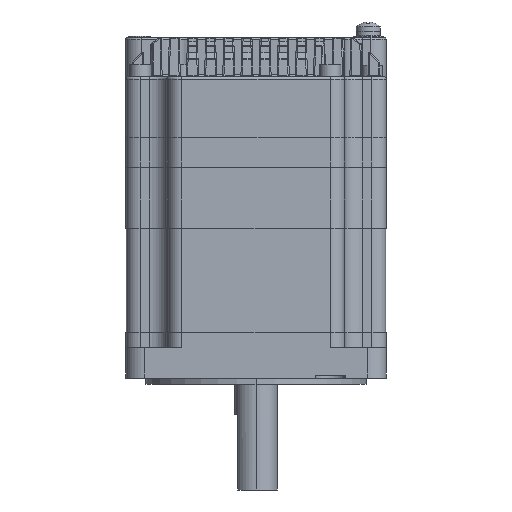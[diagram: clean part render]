
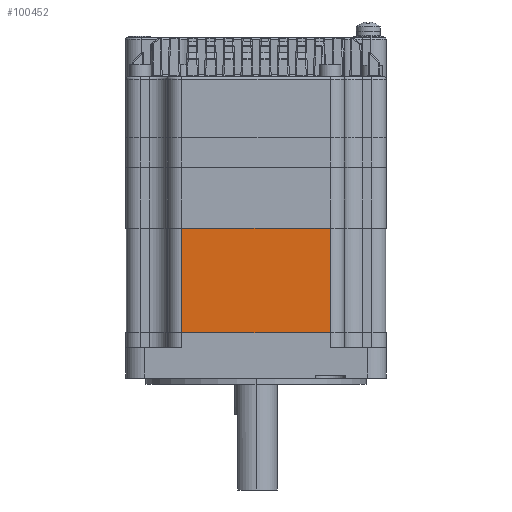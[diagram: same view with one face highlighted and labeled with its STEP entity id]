
A CAD part, left-side view. The second image highlights one B-rep face of the part: STEP entity #100452.
In plain terms, the highlighted planar face has unit normal (-1, 0, 0).
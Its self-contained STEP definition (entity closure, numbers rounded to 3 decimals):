
#767 = DIRECTION ( 'NONE',  ( 0., 1., 0. ) ) ;
#1851 = VERTEX_POINT ( 'NONE', #15144 ) ;
#5895 = VECTOR ( 'NONE', #95328, 1000. ) ;
#9673 = VERTEX_POINT ( 'NONE', #151877 ) ;
#13466 = DIRECTION ( 'NONE',  ( 0., 0., -1. ) ) ;
#15144 = CARTESIAN_POINT ( 'NONE',  ( -42.85, 24.55, 34.5 ) ) ;
#20354 = CARTESIAN_POINT ( 'NONE',  ( -42.85, 0., 0. ) ) ;
#21464 = EDGE_CURVE ( 'NONE', #9673, #1851, #146797, .T. ) ;
#29163 = EDGE_CURVE ( 'NONE', #69007, #72620, #135125, .T. ) ;
#39882 = CARTESIAN_POINT ( 'NONE',  ( -42.85, 0., 34.5 ) ) ;
#41352 = EDGE_CURVE ( 'NONE', #1851, #72620, #76676, .T. ) ;
#43570 = DIRECTION ( 'NONE',  ( 0., 0., -1. ) ) ;
#52409 = PLANE ( 'NONE',  #126040 ) ;
#65032 = DIRECTION ( 'NONE',  ( 0., -1., 0. ) ) ;
#68230 = CARTESIAN_POINT ( 'NONE',  ( -42.85, -24.55, 34.5 ) ) ;
#68836 = VECTOR ( 'NONE', #13466, 1000. ) ;
#69007 = VERTEX_POINT ( 'NONE', #143111 ) ;
#72620 = VERTEX_POINT ( 'NONE', #131204 ) ;
#76388 = EDGE_LOOP ( 'NONE', ( #151651, #120416, #85231, #112715 ) ) ;
#76676 = LINE ( 'NONE', #113609, #68836 ) ;
#81410 = EDGE_CURVE ( 'NONE', #9673, #69007, #115634, .T. ) ;
#84159 = VECTOR ( 'NONE', #767, 1000. ) ;
#85231 = ORIENTED_EDGE ( 'NONE', *, *, #21464, .T. ) ;
#88241 = CARTESIAN_POINT ( 'NONE',  ( -42.85, 0., 34.5 ) ) ;
#95328 = DIRECTION ( 'NONE',  ( 0., 1., 0. ) ) ;
#97534 = FACE_OUTER_BOUND ( 'NONE', #76388, .T. ) ;
#100452 = ADVANCED_FACE ( 'NONE', ( #97534 ), #52409, .T. ) ;
#102299 = DIRECTION ( 'NONE',  ( -1., 0., 0. ) ) ;
#112715 = ORIENTED_EDGE ( 'NONE', *, *, #41352, .T. ) ;
#113609 = CARTESIAN_POINT ( 'NONE',  ( -42.85, 24.55, 34.5 ) ) ;
#115634 = LINE ( 'NONE', #68230, #144990 ) ;
#120416 = ORIENTED_EDGE ( 'NONE', *, *, #81410, .F. ) ;
#126040 = AXIS2_PLACEMENT_3D ( 'NONE', #39882, #102299, #65032 ) ;
#131204 = CARTESIAN_POINT ( 'NONE',  ( -42.85, 24.55, 0. ) ) ;
#135125 = LINE ( 'NONE', #20354, #5895 ) ;
#143111 = CARTESIAN_POINT ( 'NONE',  ( -42.85, -24.55, 0. ) ) ;
#144990 = VECTOR ( 'NONE', #43570, 1000. ) ;
#146797 = LINE ( 'NONE', #88241, #84159 ) ;
#151651 = ORIENTED_EDGE ( 'NONE', *, *, #29163, .F. ) ;
#151877 = CARTESIAN_POINT ( 'NONE',  ( -42.85, -24.55, 34.5 ) ) ;
